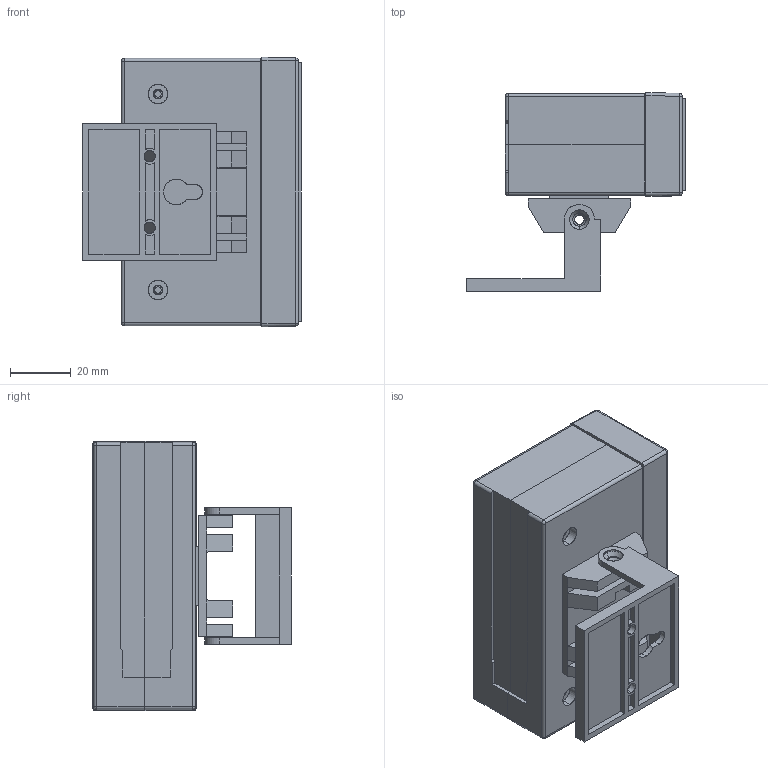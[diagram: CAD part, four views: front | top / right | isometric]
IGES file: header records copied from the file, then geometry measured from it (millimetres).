
Start section: SolidWorks IGES file using analytic representation for surfaces
Global section: file name: KM 32B.IGS; native system: SolidWorks 2009; preprocessor: SolidWorks 2009; author: user; date: 100704.103020; units: millimetre
Bounding box: 72.15 x 65.45 x 88.9 mm (x, y, z)
Surface area: 59281.6 mm2 (no closed solid volume)
Topology: 0 solids, 0 shells, 361 faces, 3792 edges, 3784 vertices
Faces by surface type: bspline 237, revolution 124
